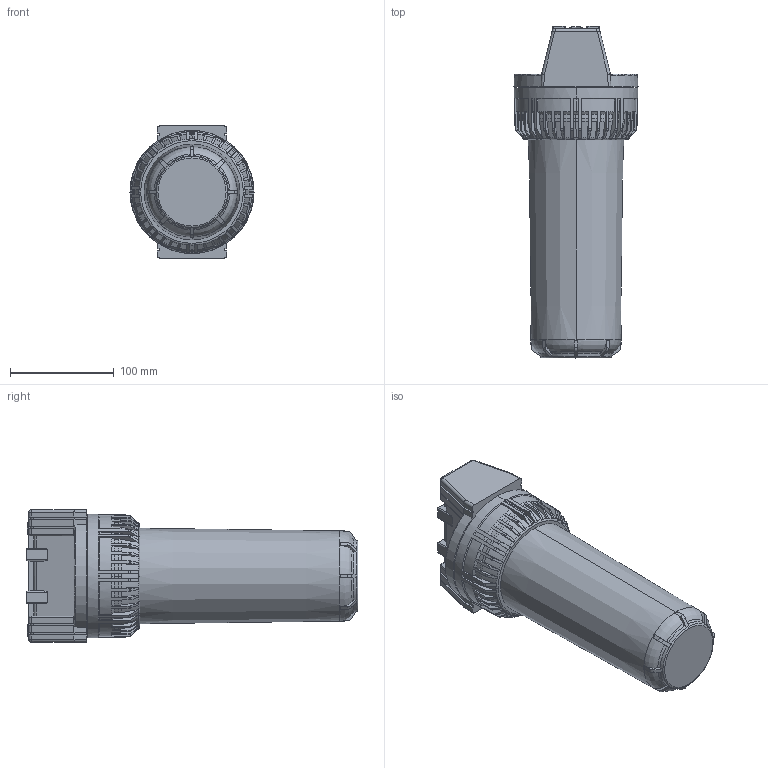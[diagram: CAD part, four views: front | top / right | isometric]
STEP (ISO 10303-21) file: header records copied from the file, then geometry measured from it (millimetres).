
FILE_DESCRIPTION (( 'STEP AP214' ), '1' );
FILE_NAME ('095 400 DEPURADOR.STEP', '2020-06-18T11:04:26', ( '' ), ( '' ), 'SwSTEP 2.0', 'SolidWorks 2016', '' );
FILE_SCHEMA (( 'AUTOMOTIVE_DESIGN' ));
Length unit declared in the file: centimetre
Products named in the file (1): 095 400 DEPURADOR
Bounding box: 119.6 x 320 x 127.5 mm (x, y, z)
Volume: 2230356.1 mm3; surface area: 134644.3 mm2
Topology: 1 solids, 1 shells, 769 faces, 2232 edges, 1477 vertices
Faces by surface type: plane 356, cone 235, torus 76, cylinder 62, bspline 40
Entity records: 32552 total; most frequent: CARTESIAN_POINT 9130, ORIENTED_EDGE 4464, DIRECTION 3429, EDGE_CURVE 2232, VERTEX_POINT 1477, AXIS2_PLACEMENT_3D 1303, LINE 823, VECTOR 823
